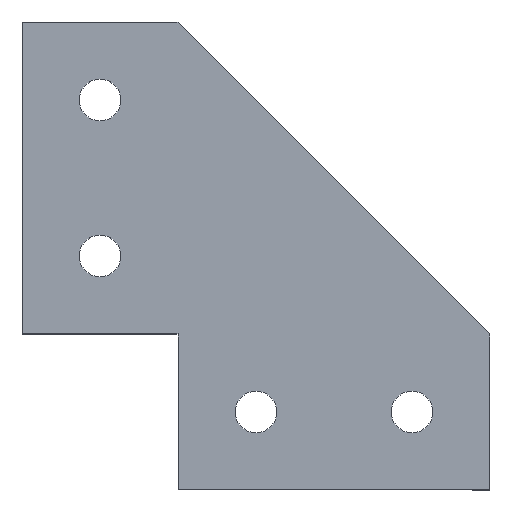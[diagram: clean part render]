
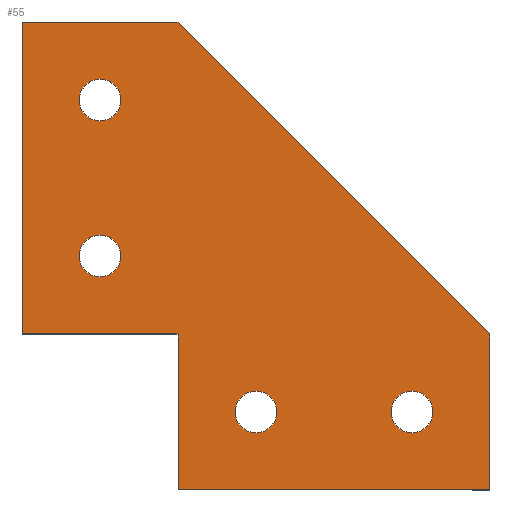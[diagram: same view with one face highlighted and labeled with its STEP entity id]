
A CAD part, top view. The second image highlights one B-rep face of the part: STEP entity #55.
In plain terms, the highlighted planar face has unit normal (0, 0, 1).
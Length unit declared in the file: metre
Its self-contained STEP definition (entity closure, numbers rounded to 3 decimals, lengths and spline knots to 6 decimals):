
#55 = ADVANCED_FACE( '', ( #114, #115, #116, #117, #118 ), #119, .T. );
#114 = FACE_OUTER_BOUND( '', #172, .T. );
#115 = FACE_BOUND( '', #173, .T. );
#116 = FACE_BOUND( '', #174, .T. );
#117 = FACE_BOUND( '', #175, .T. );
#118 = FACE_BOUND( '', #176, .T. );
#119 = PLANE( '', #177 );
#172 = EDGE_LOOP( '', ( #263, #264, #265, #266, #267, #268, #269 ) );
#173 = EDGE_LOOP( '', ( #270 ) );
#174 = EDGE_LOOP( '', ( #271 ) );
#175 = EDGE_LOOP( '', ( #272 ) );
#176 = EDGE_LOOP( '', ( #273 ) );
#177 = AXIS2_PLACEMENT_3D( '', #274, #275, #276 );
#263 = ORIENTED_EDGE( '', *, *, #334, .F. );
#264 = ORIENTED_EDGE( '', *, *, #335, .T. );
#265 = ORIENTED_EDGE( '', *, *, #329, .T. );
#266 = ORIENTED_EDGE( '', *, *, #322, .T. );
#267 = ORIENTED_EDGE( '', *, *, #325, .T. );
#268 = ORIENTED_EDGE( '', *, *, #309, .F. );
#269 = ORIENTED_EDGE( '', *, *, #302, .F. );
#270 = ORIENTED_EDGE( '', *, *, #305, .F. );
#271 = ORIENTED_EDGE( '', *, *, #332, .F. );
#272 = ORIENTED_EDGE( '', *, *, #336, .T. );
#273 = ORIENTED_EDGE( '', *, *, #327, .T. );
#274 = CARTESIAN_POINT( '', ( 0.017057, -0.000719, 0.003 ) );
#275 = DIRECTION( '', ( 0., 0., 1. ) );
#276 = DIRECTION( '', ( 1., 0., 0. ) );
#302 = EDGE_CURVE( '', #345, #347, #348, .T. );
#305 = EDGE_CURVE( '', #351, #351, #352, .T. );
#309 = EDGE_CURVE( '', #347, #358, #359, .T. );
#322 = EDGE_CURVE( '', #380, #378, #381, .T. );
#325 = EDGE_CURVE( '', #378, #358, #384, .T. );
#327 = EDGE_CURVE( '', #386, #386, #387, .T. );
#329 = EDGE_CURVE( '', #389, #380, #390, .T. );
#332 = EDGE_CURVE( '', #393, #393, #394, .T. );
#334 = EDGE_CURVE( '', #396, #345, #397, .T. );
#335 = EDGE_CURVE( '', #396, #389, #398, .T. );
#336 = EDGE_CURVE( '', #399, #399, #400, .T. );
#345 = VERTEX_POINT( '', #410 );
#347 = VERTEX_POINT( '', #413 );
#348 = LINE( '', #414, #415 );
#351 = VERTEX_POINT( '', #419 );
#352 = CIRCLE( '', #420, 0.004 );
#358 = VERTEX_POINT( '', #427 );
#359 = LINE( '', #428, #429 );
#378 = VERTEX_POINT( '', #454 );
#380 = VERTEX_POINT( '', #457 );
#381 = LINE( '', #458, #459 );
#384 = LINE( '', #463, #464 );
#386 = VERTEX_POINT( '', #466 );
#387 = CIRCLE( '', #467, 0.004 );
#389 = VERTEX_POINT( '', #469 );
#390 = LINE( '', #470, #471 );
#393 = VERTEX_POINT( '', #475 );
#394 = CIRCLE( '', #476, 0.004 );
#396 = VERTEX_POINT( '', #478 );
#397 = LINE( '', #479, #480 );
#398 = LINE( '', #481, #482 );
#399 = VERTEX_POINT( '', #483 );
#400 = CIRCLE( '', #484, 0.004 );
#410 = CARTESIAN_POINT( '', ( -0.027943, -0.015719, 0.003 ) );
#413 = CARTESIAN_POINT( '', ( -0.027943, 0.044281, 0.003 ) );
#414 = CARTESIAN_POINT( '', ( -0.027943, 0.020673, 0.003 ) );
#415 = VECTOR( '', #492, 1. );
#419 = CARTESIAN_POINT( '', ( -0.008943, 0.029281, 0.003 ) );
#420 = AXIS2_PLACEMENT_3D( '', #494, #495, #496 );
#427 = CARTESIAN_POINT( '', ( 0.002057, 0.044281, 0.003 ) );
#428 = CARTESIAN_POINT( '', ( -0.016749, 0.044281, 0.003 ) );
#429 = VECTOR( '', #501, 1. );
#454 = CARTESIAN_POINT( '', ( 0.062057, -0.015719, 0.003 ) );
#457 = CARTESIAN_POINT( '', ( 0.062057, -0.045719, 0.003 ) );
#458 = CARTESIAN_POINT( '', ( 0.062057, -0.032012, 0.003 ) );
#459 = VECTOR( '', #518, 1. );
#463 = CARTESIAN_POINT( '', ( 0.045464, 0.000874, 0.003 ) );
#464 = VECTOR( '', #520, 1. );
#466 = CARTESIAN_POINT( '', ( 0.017057, -0.026719, 0.003 ) );
#467 = AXIS2_PLACEMENT_3D( '', #521, #522, #523 );
#469 = CARTESIAN_POINT( '', ( 0.002057, -0.045719, 0.003 ) );
#470 = CARTESIAN_POINT( '', ( 0.038462, -0.045719, 0.003 ) );
#471 = VECTOR( '', #524, 1. );
#475 = CARTESIAN_POINT( '', ( -0.008943, -0.000719, 0.003 ) );
#476 = AXIS2_PLACEMENT_3D( '', #526, #527, #528 );
#478 = CARTESIAN_POINT( '', ( 0.002057, -0.015719, 0.003 ) );
#479 = CARTESIAN_POINT( '', ( -0.009312, -0.015719, 0.003 ) );
#480 = VECTOR( '', #529, 1. );
#481 = CARTESIAN_POINT( '', ( 0.002057, -0.025255, 0.003 ) );
#482 = VECTOR( '', #530, 1. );
#483 = CARTESIAN_POINT( '', ( 0.047057, -0.026719, 0.003 ) );
#484 = AXIS2_PLACEMENT_3D( '', #531, #532, #533 );
#492 = DIRECTION( '', ( 0., 1., 0. ) );
#494 = CARTESIAN_POINT( '', ( -0.012943, 0.029281, 0.003 ) );
#495 = DIRECTION( '', ( 0., 0., 1. ) );
#496 = DIRECTION( '', ( 1., 0., 0. ) );
#501 = DIRECTION( '', ( 1., 0., 0. ) );
#518 = DIRECTION( '', ( 0., 1., 0. ) );
#520 = DIRECTION( '', ( -0.707, 0.707, 0. ) );
#521 = CARTESIAN_POINT( '', ( 0.017057, -0.030719, 0.003 ) );
#522 = DIRECTION( '', ( 0., 0., -1. ) );
#523 = DIRECTION( '', ( 0., 1., 0. ) );
#524 = DIRECTION( '', ( 1., 0., 0. ) );
#526 = CARTESIAN_POINT( '', ( -0.012943, -0.000719, 0.003 ) );
#527 = DIRECTION( '', ( 0., 0., 1. ) );
#528 = DIRECTION( '', ( 1., 0., 0. ) );
#529 = DIRECTION( '', ( -1., 0., 0. ) );
#530 = DIRECTION( '', ( 0., -1., 0. ) );
#531 = CARTESIAN_POINT( '', ( 0.047057, -0.030719, 0.003 ) );
#532 = DIRECTION( '', ( 0., 0., -1. ) );
#533 = DIRECTION( '', ( 0., 1., 0. ) );
